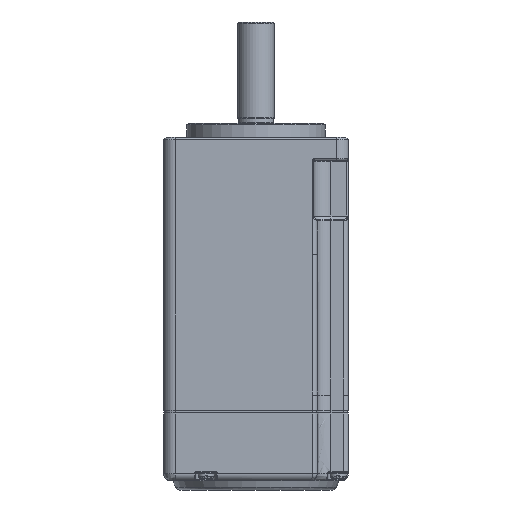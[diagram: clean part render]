
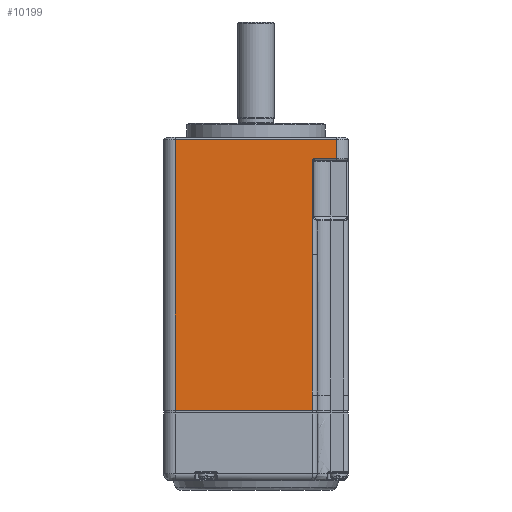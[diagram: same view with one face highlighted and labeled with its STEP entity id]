
A CAD part, front view. The second image highlights one B-rep face of the part: STEP entity #10199.
In plain terms, the highlighted planar face has unit normal (0, -1, 0).
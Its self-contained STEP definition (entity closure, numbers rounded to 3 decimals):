
#9315=CARTESIAN_POINT('',(12.26,-20.,-59.2));
#9316=VERTEX_POINT('',#9315);
#9324=CARTESIAN_POINT('',(-17.5,-20.,-59.2));
#9325=VERTEX_POINT('',#9324);
#9326=CARTESIAN_POINT('',(12.26,-20.,-59.2));
#9327=DIRECTION('',(-1.,0.,0.));
#9328=VECTOR('',#9327,29.76);
#9329=LINE('',#9326,#9328);
#9330=EDGE_CURVE('',#9316,#9325,#9329,.T.);
#9621=CARTESIAN_POINT('',(12.26,-20.,-55.9));
#9622=VERTEX_POINT('',#9621);
#9623=CARTESIAN_POINT('',(12.26,-20.,-55.9));
#9624=DIRECTION('',(0.,0.,-1.));
#9625=VECTOR('',#9624,3.3);
#9626=LINE('',#9623,#9625);
#9627=EDGE_CURVE('',#9622,#9316,#9626,.T.);
#9647=CARTESIAN_POINT('',(-17.5,-20.,-0.5));
#9648=VERTEX_POINT('',#9647);
#9649=CARTESIAN_POINT('',(-17.5,-20.,-59.2));
#9650=DIRECTION('',(0.,0.,1.));
#9651=VECTOR('',#9650,58.7);
#9652=LINE('',#9649,#9651);
#9653=EDGE_CURVE('',#9325,#9648,#9652,.T.);
#10097=CARTESIAN_POINT('',(12.163,-20.,-25.4));
#10098=VERTEX_POINT('',#10097);
#10112=CARTESIAN_POINT('',(12.161,-20.,-55.9));
#10113=VERTEX_POINT('',#10112);
#10114=CARTESIAN_POINT('',(12.163,-20.,-25.4));
#10115=DIRECTION('',(0.,0.,-1.));
#10116=VECTOR('',#10115,30.5);
#10117=LINE('',#10114,#10116);
#10118=EDGE_CURVE('',#10098,#10113,#10117,.T.);
#10120=CARTESIAN_POINT('',(12.161,-20.,-55.9));
#10121=DIRECTION('',(1.,0.,0.));
#10122=VECTOR('',#10121,0.1);
#10123=LINE('',#10120,#10122);
#10124=EDGE_CURVE('',#10113,#9622,#10123,.T.);
#10131=CARTESIAN_POINT('',(0.,-20.,-33.978));
#10132=DIRECTION('',(0.,0.,1.));
#10133=DIRECTION('',(0.,-1.,0.));
#10134=AXIS2_PLACEMENT_3D('',#10131,#10133,#10132);
#10135=PLANE('',#10134);
#10136=ORIENTED_EDGE('',*,*,#9653,.F.);
#10137=ORIENTED_EDGE('',*,*,#9330,.F.);
#10138=ORIENTED_EDGE('',*,*,#9627,.F.);
#10139=ORIENTED_EDGE('',*,*,#10124,.F.);
#10140=ORIENTED_EDGE('',*,*,#10118,.F.);
#10141=CARTESIAN_POINT('',(12.163,-20.,-17.133));
#10142=VERTEX_POINT('',#10141);
#10143=CARTESIAN_POINT('',(12.163,-20.,-25.4));
#10144=DIRECTION('',(0.,0.,1.));
#10145=VECTOR('',#10144,8.267);
#10146=LINE('',#10143,#10145);
#10147=EDGE_CURVE('',#10098,#10142,#10146,.T.);
#10148=ORIENTED_EDGE('',*,*,#10147,.T.);
#10149=CARTESIAN_POINT('',(12.16,-20.,-17.073));
#10150=VERTEX_POINT('',#10149);
#10151=CARTESIAN_POINT('',(12.76,-20.,-17.073));
#10152=DIRECTION('',(-0.995,0.,-0.101));
#10153=DIRECTION('',(0.,1.,0.));
#10154=AXIS2_PLACEMENT_3D('',#10151,#10153,#10152);
#10155=CIRCLE('',#10154,0.6);
#10156=EDGE_CURVE('',#10142,#10150,#10155,.T.);
#10157=ORIENTED_EDGE('',*,*,#10156,.T.);
#10158=CARTESIAN_POINT('',(12.16,-20.,-5.2));
#10159=VERTEX_POINT('',#10158);
#10160=CARTESIAN_POINT('',(12.16,-20.,-17.073));
#10161=DIRECTION('',(0.,0.,1.));
#10162=VECTOR('',#10161,11.873);
#10163=LINE('',#10160,#10162);
#10164=EDGE_CURVE('',#10150,#10159,#10163,.T.);
#10165=ORIENTED_EDGE('',*,*,#10164,.T.);
#10166=CARTESIAN_POINT('',(12.66,-20.,-4.7));
#10167=VERTEX_POINT('',#10166);
#10168=CARTESIAN_POINT('',(12.66,-20.,-5.2));
#10169=DIRECTION('',(-1.,0.,0.));
#10170=DIRECTION('',(-0.,1.,0.));
#10171=AXIS2_PLACEMENT_3D('',#10168,#10170,#10169);
#10172=CIRCLE('',#10171,0.5);
#10173=EDGE_CURVE('',#10159,#10167,#10172,.T.);
#10174=ORIENTED_EDGE('',*,*,#10173,.T.);
#10175=CARTESIAN_POINT('',(17.5,-20.,-4.7));
#10176=VERTEX_POINT('',#10175);
#10177=CARTESIAN_POINT('',(12.66,-20.,-4.7));
#10178=DIRECTION('',(1.,0.,0.));
#10179=VECTOR('',#10178,4.84);
#10180=LINE('',#10177,#10179);
#10181=EDGE_CURVE('',#10167,#10176,#10180,.T.);
#10182=ORIENTED_EDGE('',*,*,#10181,.T.);
#10183=CARTESIAN_POINT('',(17.5,-20.,-0.5));
#10184=VERTEX_POINT('',#10183);
#10185=CARTESIAN_POINT('',(17.5,-20.,-4.7));
#10186=DIRECTION('',(0.,0.,1.));
#10187=VECTOR('',#10186,4.2);
#10188=LINE('',#10185,#10187);
#10189=EDGE_CURVE('',#10176,#10184,#10188,.T.);
#10190=ORIENTED_EDGE('',*,*,#10189,.T.);
#10191=CARTESIAN_POINT('',(17.5,-20.,-0.5));
#10192=DIRECTION('',(-1.,0.,0.));
#10193=VECTOR('',#10192,35.);
#10194=LINE('',#10191,#10193);
#10195=EDGE_CURVE('',#10184,#9648,#10194,.T.);
#10196=ORIENTED_EDGE('',*,*,#10195,.T.);
#10197=EDGE_LOOP('',(#10136,#10137,#10138,#10139,#10140,#10148,#10157,#10165,#10174,#10182,#10190,#10196));
#10198=FACE_OUTER_BOUND('',#10197,.T.);
#10199=ADVANCED_FACE('',(#10198),#10135,.T.);
